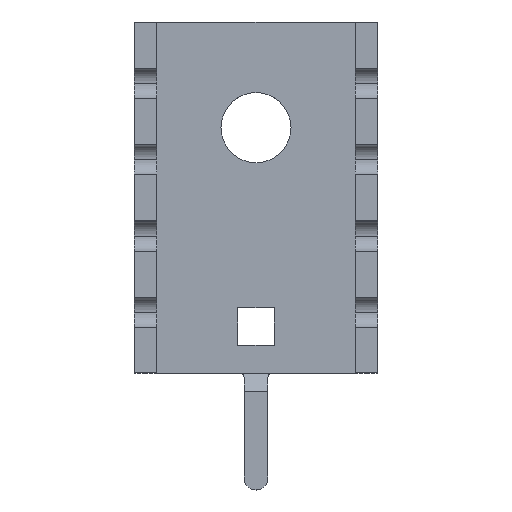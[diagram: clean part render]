
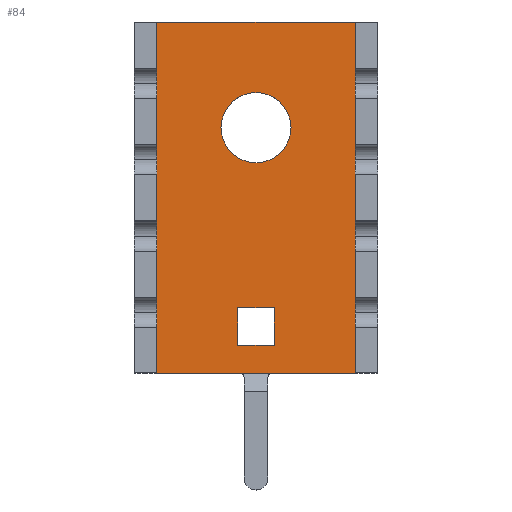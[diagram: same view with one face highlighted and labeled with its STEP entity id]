
A CAD part, top view. The second image highlights one B-rep face of the part: STEP entity #84.
In plain terms, the highlighted planar face has unit normal (0, 0, 1).
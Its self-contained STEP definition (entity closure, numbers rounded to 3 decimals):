
#84=ADVANCED_FACE('NONE',(#196,#197,#198),#199,.F.);
#196=FACE_OUTER_BOUND('',#360,.T.);
#197=FACE_BOUND('',#361,.T.);
#198=FACE_BOUND('',#362,.T.);
#199=PLANE('',#363);
#360=EDGE_LOOP('',(#698,#699,#700,#701));
#361=EDGE_LOOP('',(#702,#703,#704,#705));
#362=EDGE_LOOP('',(#706,#707));
#363=AXIS2_PLACEMENT_3D('',#708,#709,#710);
#698=ORIENTED_EDGE('',*,*,#1236,.F.);
#699=ORIENTED_EDGE('',*,*,#1237,.T.);
#700=ORIENTED_EDGE('',*,*,#1238,.F.);
#701=ORIENTED_EDGE('',*,*,#1239,.T.);
#702=ORIENTED_EDGE('',*,*,#1240,.T.);
#703=ORIENTED_EDGE('',*,*,#1241,.T.);
#704=ORIENTED_EDGE('',*,*,#1242,.T.);
#705=ORIENTED_EDGE('',*,*,#1243,.T.);
#706=ORIENTED_EDGE('',*,*,#1244,.F.);
#707=ORIENTED_EDGE('',*,*,#1202,.F.);
#708=CARTESIAN_POINT('',(0.0,19.05,1.205));
#709=DIRECTION('',(0.0,0.0,-1.0));
#710=DIRECTION('',(0.0,-1.0,0.0));
#1202=EDGE_CURVE('NONE',#1462,#1464,#1465,.T.);
#1236=EDGE_CURVE('NONE',#1531,#1532,#1533,.T.);
#1237=EDGE_CURVE('NONE',#1531,#1534,#1535,.T.);
#1238=EDGE_CURVE('NONE',#1536,#1534,#1537,.T.);
#1239=EDGE_CURVE('NONE',#1536,#1532,#1538,.T.);
#1240=EDGE_CURVE('NONE',#1539,#1540,#1541,.T.);
#1241=EDGE_CURVE('NONE',#1540,#1542,#1543,.T.);
#1242=EDGE_CURVE('NONE',#1542,#1544,#1545,.T.);
#1243=EDGE_CURVE('NONE',#1544,#1539,#1546,.T.);
#1244=EDGE_CURVE('NONE',#1464,#1462,#1547,.T.);
#1462=VERTEX_POINT('NONE',#1900);
#1464=VERTEX_POINT('NONE',#1903);
#1465=CIRCLE('',#1904,1.905);
#1531=VERTEX_POINT('NONE',#2003);
#1532=VERTEX_POINT('NONE',#2004);
#1533=LINE('',#2005,#2006);
#1534=VERTEX_POINT('NONE',#2007);
#1535=LINE('',#2008,#2009);
#1536=VERTEX_POINT('NONE',#2010);
#1537=LINE('',#2011,#2012);
#1538=LINE('',#2013,#2014);
#1539=VERTEX_POINT('NONE',#2015);
#1540=VERTEX_POINT('NONE',#2016);
#1541=LINE('',#2017,#2018);
#1542=VERTEX_POINT('NONE',#2019);
#1543=LINE('',#2020,#2021);
#1544=VERTEX_POINT('NONE',#2022);
#1545=LINE('',#2023,#2024);
#1546=LINE('',#2025,#2026);
#1547=CIRCLE('',#2027,1.905);
#1900=CARTESIAN_POINT('',(4.7,13.33,1.205));
#1903=CARTESIAN_POINT('',(8.51,13.33,1.205));
#1904=AXIS2_PLACEMENT_3D('',#2374,#2375,#2376);
#2003=CARTESIAN_POINT('',(12.005,19.05,1.205));
#2004=CARTESIAN_POINT('',(12.005,0.0,1.205));
#2005=CARTESIAN_POINT('',(12.005,19.05,1.205));
#2006=VECTOR('',#2410,1000.0);
#2007=CARTESIAN_POINT('',(1.205,19.05,1.205));
#2008=CARTESIAN_POINT('',(0.0,19.05,1.205));
#2009=VECTOR('',#2411,1000.0);
#2010=CARTESIAN_POINT('',(1.205,0.0,1.205));
#2011=CARTESIAN_POINT('',(1.205,19.05,1.205));
#2012=VECTOR('',#2412,1000.0);
#2013=CARTESIAN_POINT('',(0.0,0.0,1.205));
#2014=VECTOR('',#2413,1000.0);
#2015=CARTESIAN_POINT('',(5.605,3.55,1.205));
#2016=CARTESIAN_POINT('',(7.605,3.55,1.205));
#2017=CARTESIAN_POINT('',(0.0,3.55,1.205));
#2018=VECTOR('',#2414,1000.0);
#2019=CARTESIAN_POINT('',(7.605,1.5,1.205));
#2020=CARTESIAN_POINT('',(7.605,19.05,1.205));
#2021=VECTOR('',#2415,1000.0);
#2022=CARTESIAN_POINT('',(5.605,1.5,1.205));
#2023=CARTESIAN_POINT('',(0.0,1.5,1.205));
#2024=VECTOR('',#2416,1000.0);
#2025=CARTESIAN_POINT('',(5.605,19.05,1.205));
#2026=VECTOR('',#2417,1000.0);
#2027=AXIS2_PLACEMENT_3D('',#2418,#2419,#2420);
#2374=CARTESIAN_POINT('',(6.605,13.33,1.205));
#2375=DIRECTION('',(0.0,0.0,1.0));
#2376=DIRECTION('',(1.0,0.0,0.0));
#2410=DIRECTION('',(0.,-1.0,0.0));
#2411=DIRECTION('',(-1.0,-0.0,-0.0));
#2412=DIRECTION('',(0.,1.0,-0.0));
#2413=DIRECTION('',(1.0,0.0,0.0));
#2414=DIRECTION('',(1.0,0.0,0.0));
#2415=DIRECTION('',(0.0,-1.0,0.0));
#2416=DIRECTION('',(-1.0,0.0,0.0));
#2417=DIRECTION('',(0.0,1.0,0.0));
#2418=CARTESIAN_POINT('',(6.605,13.33,1.205));
#2419=DIRECTION('',(0.0,0.0,1.0));
#2420=DIRECTION('',(1.0,0.0,0.0));
